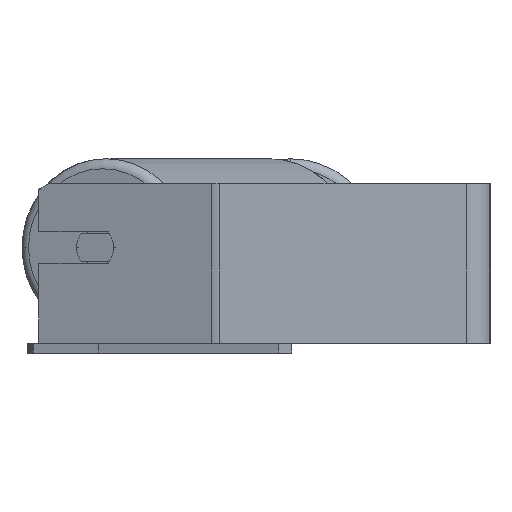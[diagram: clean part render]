
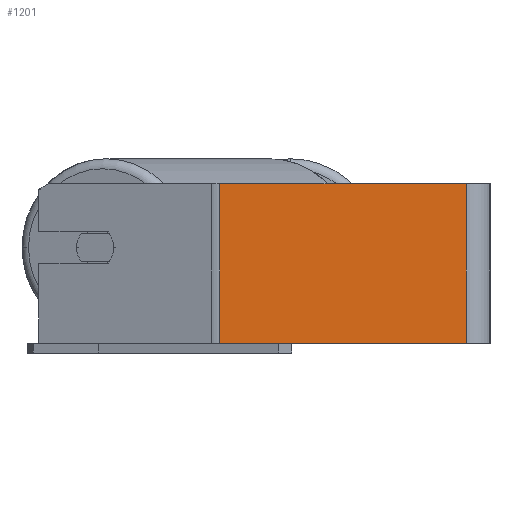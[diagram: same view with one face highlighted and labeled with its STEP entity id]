
A CAD part, left-side view. The second image highlights one B-rep face of the part: STEP entity #1201.
In plain terms, the highlighted planar face has unit normal (-1, 0, 0).
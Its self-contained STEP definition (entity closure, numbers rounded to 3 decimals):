
#358 = CARTESIAN_POINT ( 'NONE',  ( -430., 137.544, 40. ) ) ;
#499 = ORIENTED_EDGE ( 'NONE', *, *, #7616, .T. ) ;
#659 = DIRECTION ( 'NONE',  ( 0., 0., -1. ) ) ;
#867 = VECTOR ( 'NONE', #6727, 1000. ) ;
#1201 = ADVANCED_FACE ( 'NONE', ( #4140 ), #2671, .F. ) ;
#1208 = ORIENTED_EDGE ( 'NONE', *, *, #6235, .T. ) ;
#1253 = CARTESIAN_POINT ( 'NONE',  ( -430., 12., 40. ) ) ;
#1349 = DIRECTION ( 'NONE',  ( 0., 0., -1. ) ) ;
#2002 = DIRECTION ( 'NONE',  ( 1., 0., 0. ) ) ;
#2184 = VECTOR ( 'NONE', #1349, 1000. ) ;
#2468 = AXIS2_PLACEMENT_3D ( 'NONE', #4794, #2002, #659 ) ;
#2671 = PLANE ( 'NONE',  #2468 ) ;
#2728 = CARTESIAN_POINT ( 'NONE',  ( -430., 135.428, -40. ) ) ;
#2903 = EDGE_CURVE ( 'NONE', #4701, #8146, #4208, .T. ) ;
#3183 = VECTOR ( 'NONE', #3481, 1000. ) ;
#3481 = DIRECTION ( 'NONE',  ( 0., -1., 0. ) ) ;
#3858 = EDGE_LOOP ( 'NONE', ( #1208, #5802, #5810, #499 ) ) ;
#3999 = CARTESIAN_POINT ( 'NONE',  ( -430., 135.428, 40. ) ) ;
#4066 = VERTEX_POINT ( 'NONE', #8838 ) ;
#4140 = FACE_OUTER_BOUND ( 'NONE', #3858, .T. ) ;
#4208 = LINE ( 'NONE', #358, #7047 ) ;
#4664 = DIRECTION ( 'NONE',  ( 0., -1., 0. ) ) ;
#4701 = VERTEX_POINT ( 'NONE', #8299 ) ;
#4794 = CARTESIAN_POINT ( 'NONE',  ( -430., 137.544, 40. ) ) ;
#4830 = CARTESIAN_POINT ( 'NONE',  ( -430., 12., 40. ) ) ;
#5802 = ORIENTED_EDGE ( 'NONE', *, *, #7762, .F. ) ;
#5810 = ORIENTED_EDGE ( 'NONE', *, *, #2903, .F. ) ;
#5898 = VERTEX_POINT ( 'NONE', #2728 ) ;
#6235 = EDGE_CURVE ( 'NONE', #5898, #4066, #8362, .T. ) ;
#6629 = LINE ( 'NONE', #3999, #867 ) ;
#6727 = DIRECTION ( 'NONE',  ( 0., 0., -1. ) ) ;
#7047 = VECTOR ( 'NONE', #4664, 1000. ) ;
#7616 = EDGE_CURVE ( 'NONE', #4701, #5898, #6629, .T. ) ;
#7717 = CARTESIAN_POINT ( 'NONE',  ( -430., 137.544, -40. ) ) ;
#7762 = EDGE_CURVE ( 'NONE', #8146, #4066, #8228, .T. ) ;
#8146 = VERTEX_POINT ( 'NONE', #1253 ) ;
#8228 = LINE ( 'NONE', #4830, #2184 ) ;
#8299 = CARTESIAN_POINT ( 'NONE',  ( -430., 135.428, 40. ) ) ;
#8362 = LINE ( 'NONE', #7717, #3183 ) ;
#8838 = CARTESIAN_POINT ( 'NONE',  ( -430., 12., -40. ) ) ;
